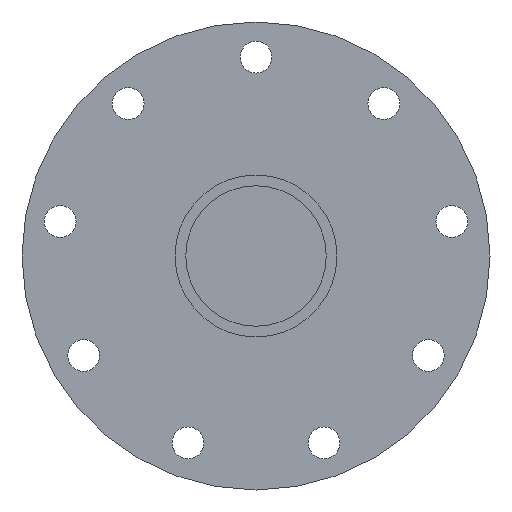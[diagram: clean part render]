
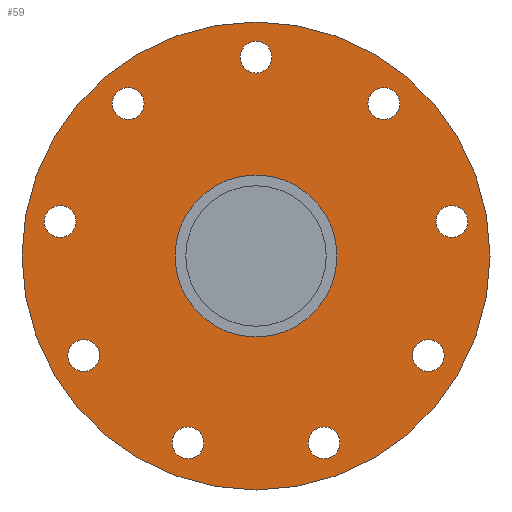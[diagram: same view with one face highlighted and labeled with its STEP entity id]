
A CAD part, left-side view. The second image highlights one B-rep face of the part: STEP entity #59.
In plain terms, the highlighted planar face has unit normal (-1, 0, 0).
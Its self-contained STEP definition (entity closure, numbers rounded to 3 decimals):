
#20=FACE_BOUND('',#134,.F.);
#21=FACE_BOUND('',#135,.F.);
#22=FACE_BOUND('',#136,.F.);
#23=FACE_BOUND('',#137,.F.);
#24=FACE_BOUND('',#138,.F.);
#25=FACE_BOUND('',#139,.F.);
#26=FACE_BOUND('',#140,.F.);
#27=FACE_BOUND('',#141,.F.);
#28=FACE_BOUND('',#142,.F.);
#29=FACE_BOUND('',#143,.F.);
#44=PLANE('',#770);
#59=ADVANCED_FACE('',(#20,#21,#22,#23,#24,#25,#26,#27,#28,#29,#96),#44,.T.);
#96=FACE_OUTER_BOUND('',#144,.F.);
#134=EDGE_LOOP('',(#221,#222));
#135=EDGE_LOOP('',(#223,#224));
#136=EDGE_LOOP('',(#225,#226));
#137=EDGE_LOOP('',(#227,#228));
#138=EDGE_LOOP('',(#229,#230));
#139=EDGE_LOOP('',(#231,#232));
#140=EDGE_LOOP('',(#233,#234));
#141=EDGE_LOOP('',(#235,#236));
#142=EDGE_LOOP('',(#237,#238));
#143=EDGE_LOOP('',(#239,#240));
#144=EDGE_LOOP('',(#241,#242));
#221=ORIENTED_EDGE('',*,*,#468,.T.);
#222=ORIENTED_EDGE('',*,*,#467,.T.);
#223=ORIENTED_EDGE('',*,*,#476,.T.);
#224=ORIENTED_EDGE('',*,*,#475,.T.);
#225=ORIENTED_EDGE('',*,*,#484,.T.);
#226=ORIENTED_EDGE('',*,*,#483,.T.);
#227=ORIENTED_EDGE('',*,*,#492,.T.);
#228=ORIENTED_EDGE('',*,*,#491,.T.);
#229=ORIENTED_EDGE('',*,*,#524,.T.);
#230=ORIENTED_EDGE('',*,*,#500,.T.);
#231=ORIENTED_EDGE('',*,*,#496,.T.);
#232=ORIENTED_EDGE('',*,*,#495,.T.);
#233=ORIENTED_EDGE('',*,*,#488,.T.);
#234=ORIENTED_EDGE('',*,*,#487,.T.);
#235=ORIENTED_EDGE('',*,*,#480,.T.);
#236=ORIENTED_EDGE('',*,*,#479,.T.);
#237=ORIENTED_EDGE('',*,*,#472,.T.);
#238=ORIENTED_EDGE('',*,*,#471,.T.);
#239=ORIENTED_EDGE('',*,*,#464,.T.);
#240=ORIENTED_EDGE('',*,*,#463,.T.);
#241=ORIENTED_EDGE('',*,*,#525,.F.);
#242=ORIENTED_EDGE('',*,*,#501,.F.);
#463=EDGE_CURVE('',#668,#667,#553,.T.);
#464=EDGE_CURVE('',#667,#668,#554,.T.);
#467=EDGE_CURVE('',#664,#663,#557,.T.);
#468=EDGE_CURVE('',#663,#664,#558,.T.);
#471=EDGE_CURVE('',#660,#659,#561,.T.);
#472=EDGE_CURVE('',#659,#660,#562,.T.);
#475=EDGE_CURVE('',#656,#655,#565,.T.);
#476=EDGE_CURVE('',#655,#656,#566,.T.);
#479=EDGE_CURVE('',#652,#651,#569,.T.);
#480=EDGE_CURVE('',#651,#652,#570,.T.);
#483=EDGE_CURVE('',#648,#647,#573,.T.);
#484=EDGE_CURVE('',#647,#648,#574,.T.);
#487=EDGE_CURVE('',#644,#643,#577,.T.);
#488=EDGE_CURVE('',#643,#644,#578,.T.);
#491=EDGE_CURVE('',#640,#639,#581,.T.);
#492=EDGE_CURVE('',#639,#640,#582,.T.);
#495=EDGE_CURVE('',#636,#635,#585,.T.);
#496=EDGE_CURVE('',#635,#636,#586,.T.);
#500=EDGE_CURVE('',#628,#627,#590,.T.);
#501=EDGE_CURVE('',#626,#625,#591,.T.);
#524=EDGE_CURVE('',#627,#628,#602,.T.);
#525=EDGE_CURVE('',#625,#626,#603,.T.);
#553=CIRCLE('',#702,3.4);
#554=CIRCLE('',#703,3.4);
#557=CIRCLE('',#706,3.4);
#558=CIRCLE('',#707,3.4);
#561=CIRCLE('',#710,3.4);
#562=CIRCLE('',#711,3.4);
#565=CIRCLE('',#714,3.4);
#566=CIRCLE('',#715,3.4);
#569=CIRCLE('',#718,3.4);
#570=CIRCLE('',#719,3.4);
#573=CIRCLE('',#722,3.4);
#574=CIRCLE('',#723,3.4);
#577=CIRCLE('',#726,3.4);
#578=CIRCLE('',#727,3.4);
#581=CIRCLE('',#730,3.4);
#582=CIRCLE('',#731,3.4);
#585=CIRCLE('',#734,3.4);
#586=CIRCLE('',#735,3.4);
#590=CIRCLE('',#739,17.3);
#591=CIRCLE('',#740,50.);
#602=CIRCLE('',#751,17.3);
#603=CIRCLE('',#752,50.);
#625=VERTEX_POINT('',#1047);
#626=VERTEX_POINT('',#1048);
#627=VERTEX_POINT('',#1049);
#628=VERTEX_POINT('',#1050);
#635=VERTEX_POINT('',#1057);
#636=VERTEX_POINT('',#1058);
#639=VERTEX_POINT('',#1061);
#640=VERTEX_POINT('',#1062);
#643=VERTEX_POINT('',#1065);
#644=VERTEX_POINT('',#1066);
#647=VERTEX_POINT('',#1069);
#648=VERTEX_POINT('',#1070);
#651=VERTEX_POINT('',#1073);
#652=VERTEX_POINT('',#1074);
#655=VERTEX_POINT('',#1077);
#656=VERTEX_POINT('',#1078);
#659=VERTEX_POINT('',#1081);
#660=VERTEX_POINT('',#1082);
#663=VERTEX_POINT('',#1085);
#664=VERTEX_POINT('',#1086);
#667=VERTEX_POINT('',#1089);
#668=VERTEX_POINT('',#1090);
#702=AXIS2_PLACEMENT_3D('',#1095,#807,#808);
#703=AXIS2_PLACEMENT_3D('',#1096,#809,#810);
#706=AXIS2_PLACEMENT_3D('',#1099,#815,#816);
#707=AXIS2_PLACEMENT_3D('',#1100,#817,#818);
#710=AXIS2_PLACEMENT_3D('',#1103,#823,#824);
#711=AXIS2_PLACEMENT_3D('',#1104,#825,#826);
#714=AXIS2_PLACEMENT_3D('',#1107,#831,#832);
#715=AXIS2_PLACEMENT_3D('',#1108,#833,#834);
#718=AXIS2_PLACEMENT_3D('',#1111,#839,#840);
#719=AXIS2_PLACEMENT_3D('',#1112,#841,#842);
#722=AXIS2_PLACEMENT_3D('',#1115,#847,#848);
#723=AXIS2_PLACEMENT_3D('',#1116,#849,#850);
#726=AXIS2_PLACEMENT_3D('',#1119,#855,#856);
#727=AXIS2_PLACEMENT_3D('',#1120,#857,#858);
#730=AXIS2_PLACEMENT_3D('',#1123,#863,#864);
#731=AXIS2_PLACEMENT_3D('',#1124,#865,#866);
#734=AXIS2_PLACEMENT_3D('',#1127,#871,#872);
#735=AXIS2_PLACEMENT_3D('',#1128,#873,#874);
#739=AXIS2_PLACEMENT_3D('',#1132,#881,#882);
#740=AXIS2_PLACEMENT_3D('',#1133,#883,#884);
#751=AXIS2_PLACEMENT_3D('',#1156,#917,#918);
#752=AXIS2_PLACEMENT_3D('',#1157,#919,#920);
#770=AXIS2_PLACEMENT_3D('',#1193,#973,#974);
#807=DIRECTION('',(-1.,0.,0.));
#808=DIRECTION('',(0.,-0.5,-0.866));
#809=DIRECTION('',(-1.,0.,0.));
#810=DIRECTION('',(0.,0.5,0.866));
#815=DIRECTION('',(-1.,0.,0.));
#816=DIRECTION('',(0.,-0.94,-0.342));
#817=DIRECTION('',(-1.,0.,0.));
#818=DIRECTION('',(0.,0.94,0.342));
#823=DIRECTION('',(-1.,0.,0.));
#824=DIRECTION('',(0.,-0.94,0.342));
#825=DIRECTION('',(-1.,0.,0.));
#826=DIRECTION('',(0.,0.94,-0.342));
#831=DIRECTION('',(-1.,0.,0.));
#832=DIRECTION('',(0.,-0.5,0.866));
#833=DIRECTION('',(-1.,0.,0.));
#834=DIRECTION('',(0.,0.5,-0.866));
#839=DIRECTION('',(-1.,0.,0.));
#840=DIRECTION('',(0.,0.174,0.985));
#841=DIRECTION('',(-1.,0.,0.));
#842=DIRECTION('',(0.,-0.174,-0.985));
#847=DIRECTION('',(-1.,0.,0.));
#848=DIRECTION('',(0.,0.766,0.643));
#849=DIRECTION('',(-1.,0.,0.));
#850=DIRECTION('',(0.,-0.766,-0.643));
#855=DIRECTION('',(-1.,0.,0.));
#856=DIRECTION('',(0.,1.,0.));
#857=DIRECTION('',(-1.,0.,0.));
#858=DIRECTION('',(0.,-1.,0.));
#863=DIRECTION('',(-1.,0.,0.));
#864=DIRECTION('',(0.,0.766,-0.643));
#865=DIRECTION('',(-1.,0.,0.));
#866=DIRECTION('',(0.,-0.766,0.643));
#871=DIRECTION('',(-1.,0.,0.));
#872=DIRECTION('',(0.,0.174,-0.985));
#873=DIRECTION('',(-1.,0.,0.));
#874=DIRECTION('',(0.,-0.174,0.985));
#881=DIRECTION('',(-1.,0.,0.));
#882=DIRECTION('',(0.,-1.,0.));
#883=DIRECTION('',(-1.,0.,0.));
#884=DIRECTION('',(0.,-1.,0.));
#917=DIRECTION('',(-1.,0.,0.));
#918=DIRECTION('',(0.,1.,0.));
#919=DIRECTION('',(-1.,0.,0.));
#920=DIRECTION('',(0.,1.,0.));
#973=DIRECTION('',(-1.,0.,0.));
#974=DIRECTION('',(0.,0.,1.));
#1047=CARTESIAN_POINT('',(214.,92.5,0.));
#1048=CARTESIAN_POINT('',(214.,-7.5,0.));
#1049=CARTESIAN_POINT('',(214.,59.8,0.));
#1050=CARTESIAN_POINT('',(214.,25.2,0.));
#1057=CARTESIAN_POINT('',(214.,83.764,10.728));
#1058=CARTESIAN_POINT('',(214.,84.945,4.032));
#1061=CARTESIAN_POINT('',(214.,67.214,34.742));
#1062=CARTESIAN_POINT('',(214.,72.423,30.371));
#1065=CARTESIAN_POINT('',(214.,39.1,42.5));
#1066=CARTESIAN_POINT('',(214.,45.9,42.5));
#1069=CARTESIAN_POINT('',(214.,12.577,30.371));
#1070=CARTESIAN_POINT('',(214.,17.786,34.742));
#1073=CARTESIAN_POINT('',(214.,0.055,4.032));
#1074=CARTESIAN_POINT('',(214.,1.236,10.728));
#1077=CARTESIAN_POINT('',(214.,7.394,-24.194));
#1078=CARTESIAN_POINT('',(214.,3.994,-18.306));
#1081=CARTESIAN_POINT('',(214.,31.159,-41.1));
#1082=CARTESIAN_POINT('',(214.,24.769,-38.774));
#1085=CARTESIAN_POINT('',(214.,60.231,-38.774));
#1086=CARTESIAN_POINT('',(214.,53.841,-41.1));
#1089=CARTESIAN_POINT('',(214.,81.006,-18.306));
#1090=CARTESIAN_POINT('',(214.,77.606,-24.194));
#1095=CARTESIAN_POINT('',(214.,79.306,-21.25));
#1096=CARTESIAN_POINT('',(214.,79.306,-21.25));
#1099=CARTESIAN_POINT('',(214.,57.036,-39.937));
#1100=CARTESIAN_POINT('',(214.,57.036,-39.937));
#1103=CARTESIAN_POINT('',(214.,27.964,-39.937));
#1104=CARTESIAN_POINT('',(214.,27.964,-39.937));
#1107=CARTESIAN_POINT('',(214.,5.694,-21.25));
#1108=CARTESIAN_POINT('',(214.,5.694,-21.25));
#1111=CARTESIAN_POINT('',(214.,0.646,7.38));
#1112=CARTESIAN_POINT('',(214.,0.646,7.38));
#1115=CARTESIAN_POINT('',(214.,15.182,32.557));
#1116=CARTESIAN_POINT('',(214.,15.182,32.557));
#1119=CARTESIAN_POINT('',(214.,42.5,42.5));
#1120=CARTESIAN_POINT('',(214.,42.5,42.5));
#1123=CARTESIAN_POINT('',(214.,69.818,32.557));
#1124=CARTESIAN_POINT('',(214.,69.818,32.557));
#1127=CARTESIAN_POINT('',(214.,84.354,7.38));
#1128=CARTESIAN_POINT('',(214.,84.354,7.38));
#1132=CARTESIAN_POINT('',(214.,42.5,0.));
#1133=CARTESIAN_POINT('',(214.,42.5,0.));
#1156=CARTESIAN_POINT('',(214.,42.5,0.));
#1157=CARTESIAN_POINT('',(214.,42.5,0.));
#1193=CARTESIAN_POINT('',(214.,-8.5,-51.));
